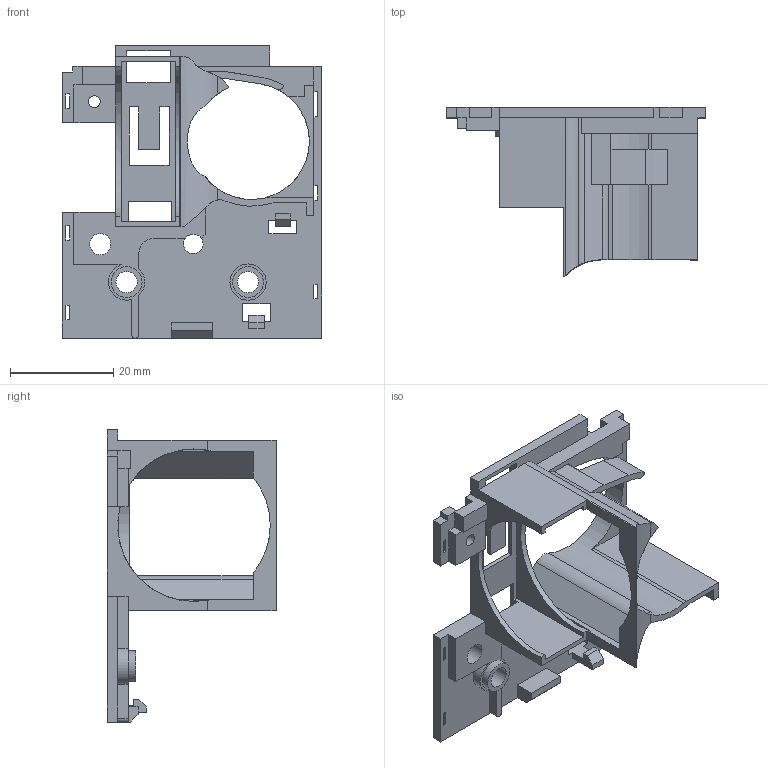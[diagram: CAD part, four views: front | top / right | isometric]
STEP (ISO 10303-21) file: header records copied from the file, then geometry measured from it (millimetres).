
FILE_DESCRIPTION(/* description */ (''),/* implementation_level */ '2;1');
FILE_NAME(/* name */ 'casing 1.stp',/* time_stamp */ '2020-11-19T20:22:00+03:00',/* author */ ('Max'),/* organization */ (''),/* preprocessor_version */ 'ST-DEVELOPER v16.5',/* originating_system */ 'Autodesk Inventor 2017',/* authorisation */ '');
FILE_SCHEMA (('AUTOMOTIVE_DESIGN { 1 0 10303 214 3 1 1 }'));
Length unit declared in the file: millimetre
Products named in the file (1): кожух 1
Bounding box: 50.18 x 32.73 x 56.55 mm (x, y, z)
Volume: 7131.6 mm3; surface area: 9914 mm2
Topology: 1 solids, 1 shells, 193 faces, 590 edges, 392 vertices
Faces by surface type: plane 162, cylinder 31
Full cylindrical faces by diameter (mm): 2.3 x1, 3.8 x1, 4.1 x3, 6 x2, 7 x1
Entity records: 6587 total; most frequent: CARTESIAN_POINT 1218, ORIENTED_EDGE 1154, DIRECTION 1033, EDGE_CURVE 577, LINE 493, VECTOR 493, VERTEX_POINT 387, AXIS2_PLACEMENT_3D 270
